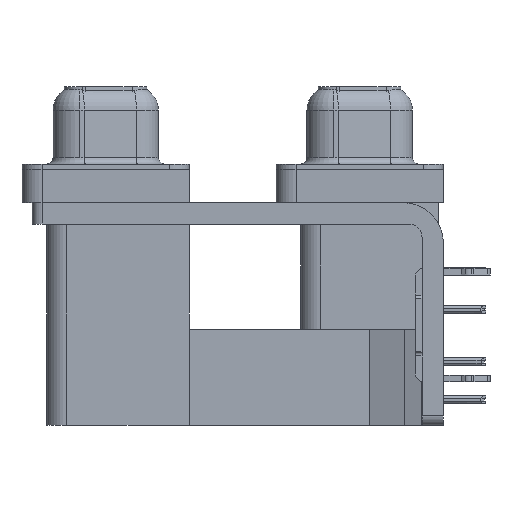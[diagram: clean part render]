
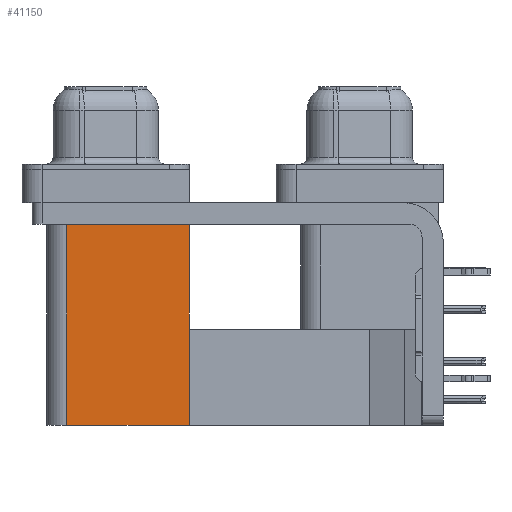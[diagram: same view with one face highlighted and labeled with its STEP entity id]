
A CAD part, left-side view. The second image highlights one B-rep face of the part: STEP entity #41150.
In plain terms, the highlighted planar face has unit normal (-1, 0, 0).
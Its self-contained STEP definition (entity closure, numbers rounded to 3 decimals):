
#643 = ORIENTED_EDGE ( 'NONE', *, *, #29355, .F. ) ;
#3769 = DIRECTION ( 'NONE',  ( 0., 1., 0. ) ) ;
#3959 = CARTESIAN_POINT ( 'NONE',  ( 3.79, 21.975, -19.2 ) ) ;
#4064 = LINE ( 'NONE', #14942, #8351 ) ;
#4238 = LINE ( 'NONE', #42684, #36705 ) ;
#5247 = VECTOR ( 'NONE', #36780, 1000. ) ;
#7597 = EDGE_CURVE ( 'NONE', #20260, #36510, #4064, .T. ) ;
#8248 = AXIS2_PLACEMENT_3D ( 'NONE', #13530, #37735, #3769 ) ;
#8351 = VECTOR ( 'NONE', #28717, 1000. ) ;
#10227 = EDGE_CURVE ( 'NONE', #25366, #14391, #22745, .T. ) ;
#13306 = PLANE ( 'NONE',  #8248 ) ;
#13530 = CARTESIAN_POINT ( 'NONE',  ( 3.79, 12.775, -19.2 ) ) ;
#14391 = VERTEX_POINT ( 'NONE', #3959 ) ;
#14927 = ORIENTED_EDGE ( 'NONE', *, *, #10227, .F. ) ;
#14942 = CARTESIAN_POINT ( 'NONE',  ( 3.79, 12.775, -2.5 ) ) ;
#16436 = VECTOR ( 'NONE', #32720, 1000. ) ;
#16851 = LINE ( 'NONE', #26791, #5247 ) ;
#20260 = VERTEX_POINT ( 'NONE', #33685 ) ;
#20551 = EDGE_CURVE ( 'NONE', #25366, #20260, #4238, .T. ) ;
#22745 = LINE ( 'NONE', #36570, #16436 ) ;
#24142 = ORIENTED_EDGE ( 'NONE', *, *, #20551, .T. ) ;
#25031 = EDGE_LOOP ( 'NONE', ( #30012, #643, #14927, #24142 ) ) ;
#25366 = VERTEX_POINT ( 'NONE', #33979 ) ;
#26791 = CARTESIAN_POINT ( 'NONE',  ( 3.79, 21.975, -19.2 ) ) ;
#28717 = DIRECTION ( 'NONE',  ( 0., 1., 0. ) ) ;
#28881 = DIRECTION ( 'NONE',  ( 0., 0., 1. ) ) ;
#29355 = EDGE_CURVE ( 'NONE', #14391, #36510, #16851, .T. ) ;
#30012 = ORIENTED_EDGE ( 'NONE', *, *, #7597, .T. ) ;
#30270 = FACE_OUTER_BOUND ( 'NONE', #25031, .T. ) ;
#32720 = DIRECTION ( 'NONE',  ( 0., 1., 0. ) ) ;
#33685 = CARTESIAN_POINT ( 'NONE',  ( 3.79, 12.775, -2.5 ) ) ;
#33979 = CARTESIAN_POINT ( 'NONE',  ( 3.79, 12.775, -19.2 ) ) ;
#36510 = VERTEX_POINT ( 'NONE', #39589 ) ;
#36570 = CARTESIAN_POINT ( 'NONE',  ( 3.79, 12.775, -19.2 ) ) ;
#36705 = VECTOR ( 'NONE', #28881, 1000. ) ;
#36780 = DIRECTION ( 'NONE',  ( 0., 0., 1. ) ) ;
#37735 = DIRECTION ( 'NONE',  ( 1., 0., 0. ) ) ;
#39589 = CARTESIAN_POINT ( 'NONE',  ( 3.79, 21.975, -2.5 ) ) ;
#41150 = ADVANCED_FACE ( 'NONE', ( #30270 ), #13306, .F. ) ;
#42684 = CARTESIAN_POINT ( 'NONE',  ( 3.79, 12.775, -19.2 ) ) ;
